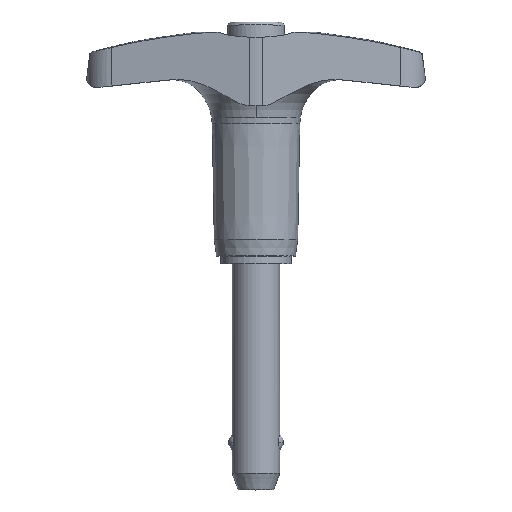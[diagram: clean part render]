
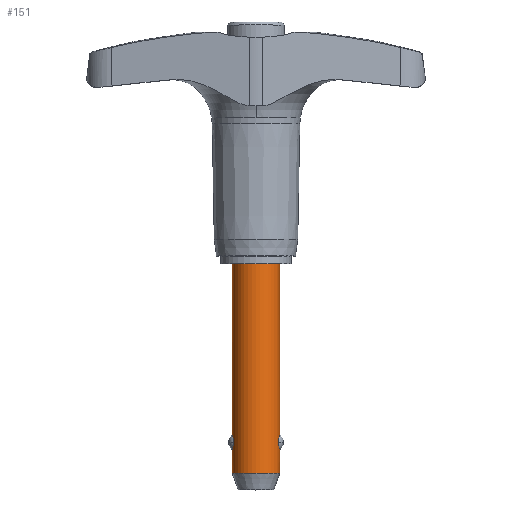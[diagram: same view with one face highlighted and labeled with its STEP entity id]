
A CAD part, top view. The second image highlights one B-rep face of the part: STEP entity #151.
In plain terms, the highlighted cylindrical face has radius 3.175 mm (diameter 6.35 mm), a partial arc.
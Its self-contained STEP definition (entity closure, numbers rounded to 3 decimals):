
#151=ADVANCED_FACE('',(#349),#350,.T.);
#349=FACE_OUTER_BOUND('',#588,.T.);
#350=CYLINDRICAL_SURFACE('',#589,3.175);
#588=EDGE_LOOP('',(#997,#998,#999,#1000,#1001,#1002,#1003,#1004,#1005,#1006));
#589=AXIS2_PLACEMENT_3D('',#1007,#1008,#1009);
#997=ORIENTED_EDGE('',*,*,#1603,.T.);
#998=ORIENTED_EDGE('',*,*,#1604,.T.);
#999=ORIENTED_EDGE('',*,*,#1601,.T.);
#1000=ORIENTED_EDGE('',*,*,#1605,.T.);
#1001=ORIENTED_EDGE('',*,*,#1606,.F.);
#1002=ORIENTED_EDGE('',*,*,#1607,.T.);
#1003=ORIENTED_EDGE('',*,*,#1608,.T.);
#1004=ORIENTED_EDGE('',*,*,#1570,.T.);
#1005=ORIENTED_EDGE('',*,*,#1609,.T.);
#1006=ORIENTED_EDGE('',*,*,#1610,.T.);
#1007=CARTESIAN_POINT('',(0.0,-15.113,0.0));
#1008=DIRECTION('',(-0.0,1.0,0.0));
#1009=DIRECTION('',(1.0,0.0,0.0));
#1570=EDGE_CURVE('',#1936,#1939,#1941,.T.);
#1601=EDGE_CURVE('',#1978,#1980,#1982,.T.);
#1603=EDGE_CURVE('',#1984,#1985,#1986,.T.);
#1604=EDGE_CURVE('',#1985,#1978,#1987,.T.);
#1605=EDGE_CURVE('',#1980,#1988,#1989,.T.);
#1606=EDGE_CURVE('',#1990,#1988,#1991,.T.);
#1607=EDGE_CURVE('',#1990,#1992,#1993,.T.);
#1608=EDGE_CURVE('',#1992,#1936,#1994,.T.);
#1609=EDGE_CURVE('',#1939,#1995,#1996,.T.);
#1610=EDGE_CURVE('',#1995,#1984,#1997,.T.);
#1936=VERTEX_POINT('',#2960);
#1939=VERTEX_POINT('',#2963);
#1941=B_SPLINE_CURVE_WITH_KNOTS('',3,(#2978,#2979,#2980,#2981,#2982,#2983,#2984,#2985,#2986,#2987,#2988,#2989,#2990,#2991),.UNSPECIFIED.,.F.,.F.,(4,2,2,2,2,2,4),(0.0,0.342,0.684,0.852,1.02,1.311,1.601),.UNSPECIFIED.);
#1978=VERTEX_POINT('',#3199);
#1980=VERTEX_POINT('',#3201);
#1982=B_SPLINE_CURVE_WITH_KNOTS('',3,(#3216,#3217,#3218,#3219,#3220,#3221,#3222,#3223,#3224,#3225,#3226,#3227,#3228,#3229),.UNSPECIFIED.,.F.,.F.,(4,2,2,2,2,2,4),(3.203,3.545,3.887,4.055,4.223,4.514,4.804),.UNSPECIFIED.);
#1984=VERTEX_POINT('',#3231);
#1985=VERTEX_POINT('',#3232);
#1986=LINE('',#3233,#3234);
#1987=B_SPLINE_CURVE_WITH_KNOTS('',3,(#3235,#3236,#3237,#3238,#3239,#3240,#3241,#3242,#3243,#3244,#3245,#3246,#3247,#3248),.UNSPECIFIED.,.F.,.F.,(4,2,2,2,2,2,4),(1.601,1.892,2.183,2.351,2.519,2.861,3.203),.UNSPECIFIED.);
#1988=VERTEX_POINT('',#3249);
#1989=LINE('',#3250,#3251);
#1990=VERTEX_POINT('',#3252);
#1991=CIRCLE('',#3253,3.175);
#1992=VERTEX_POINT('',#3254);
#1993=LINE('',#3255,#3256);
#1994=B_SPLINE_CURVE_WITH_KNOTS('',3,(#3257,#3258,#3259,#3260,#3261,#3262,#3263,#3264,#3265,#3266,#3267,#3268,#3269,#3270),.UNSPECIFIED.,.F.,.F.,(4,2,2,2,2,2,4),(4.804,5.095,5.386,5.554,5.722,6.064,6.406),.UNSPECIFIED.);
#1995=VERTEX_POINT('',#3271);
#1996=LINE('',#3272,#3273);
#1997=CIRCLE('',#3274,3.175);
#2960=CARTESIAN_POINT('',(-2.97,-23.856,1.123));
#2963=CARTESIAN_POINT('',(-3.175,-24.853,0.));
#2978=CARTESIAN_POINT('',(-2.97,-23.856,1.123));
#2979=CARTESIAN_POINT('',(-2.97,-23.97,1.123));
#2980=CARTESIAN_POINT('',(-2.979,-24.091,1.1));
#2981=CARTESIAN_POINT('',(-3.011,-24.314,1.01));
#2982=CARTESIAN_POINT('',(-3.033,-24.416,0.942));
#2983=CARTESIAN_POINT('',(-3.065,-24.538,0.828));
#2984=CARTESIAN_POINT('',(-3.077,-24.578,0.783));
#2985=CARTESIAN_POINT('',(-3.1,-24.651,0.687));
#2986=CARTESIAN_POINT('',(-3.111,-24.683,0.636));
#2987=CARTESIAN_POINT('',(-3.136,-24.755,0.503));
#2988=CARTESIAN_POINT('',(-3.151,-24.792,0.405));
#2989=CARTESIAN_POINT('',(-3.17,-24.842,0.202));
#2990=CARTESIAN_POINT('',(-3.175,-24.853,0.097));
#2991=CARTESIAN_POINT('',(-3.175,-24.853,0.));
#3199=CARTESIAN_POINT('',(2.97,-23.856,1.123));
#3201=CARTESIAN_POINT('',(3.175,-22.86,0.));
#3216=CARTESIAN_POINT('',(2.97,-23.856,1.123));
#3217=CARTESIAN_POINT('',(2.97,-23.742,1.123));
#3218=CARTESIAN_POINT('',(2.979,-23.621,1.1));
#3219=CARTESIAN_POINT('',(3.011,-23.399,1.01));
#3220=CARTESIAN_POINT('',(3.033,-23.297,0.942));
#3221=CARTESIAN_POINT('',(3.065,-23.175,0.828));
#3222=CARTESIAN_POINT('',(3.077,-23.135,0.783));
#3223=CARTESIAN_POINT('',(3.1,-23.062,0.687));
#3224=CARTESIAN_POINT('',(3.111,-23.029,0.636));
#3225=CARTESIAN_POINT('',(3.136,-22.958,0.503));
#3226=CARTESIAN_POINT('',(3.151,-22.921,0.405));
#3227=CARTESIAN_POINT('',(3.17,-22.871,0.202));
#3228=CARTESIAN_POINT('',(3.175,-22.86,0.097));
#3229=CARTESIAN_POINT('',(3.175,-22.86,0.));
#3231=CARTESIAN_POINT('',(3.175,-28.016,0.0));
#3232=CARTESIAN_POINT('',(3.175,-24.853,0.));
#3233=CARTESIAN_POINT('',(3.175,-15.113,0.));
#3234=VECTOR('',#3996,1.0);
#3235=CARTESIAN_POINT('',(3.175,-24.853,0.));
#3236=CARTESIAN_POINT('',(3.175,-24.853,0.097));
#3237=CARTESIAN_POINT('',(3.17,-24.842,0.202));
#3238=CARTESIAN_POINT('',(3.151,-24.792,0.405));
#3239=CARTESIAN_POINT('',(3.136,-24.755,0.503));
#3240=CARTESIAN_POINT('',(3.111,-24.683,0.636));
#3241=CARTESIAN_POINT('',(3.1,-24.651,0.687));
#3242=CARTESIAN_POINT('',(3.077,-24.578,0.783));
#3243=CARTESIAN_POINT('',(3.065,-24.538,0.828));
#3244=CARTESIAN_POINT('',(3.033,-24.416,0.942));
#3245=CARTESIAN_POINT('',(3.011,-24.314,1.01));
#3246=CARTESIAN_POINT('',(2.979,-24.091,1.1));
#3247=CARTESIAN_POINT('',(2.97,-23.97,1.123));
#3248=CARTESIAN_POINT('',(2.97,-23.856,1.123));
#3249=CARTESIAN_POINT('',(3.175,0.0,0.0));
#3250=CARTESIAN_POINT('',(3.175,-15.113,0.));
#3251=VECTOR('',#3997,1.0);
#3252=CARTESIAN_POINT('',(-3.175,0.0,0.));
#3253=AXIS2_PLACEMENT_3D('',#3998,#3999,#4000);
#3254=CARTESIAN_POINT('',(-3.175,-22.86,0.));
#3255=CARTESIAN_POINT('',(-3.175,-15.113,0.));
#3256=VECTOR('',#4001,1.0);
#3257=CARTESIAN_POINT('',(-3.175,-22.86,0.));
#3258=CARTESIAN_POINT('',(-3.175,-22.86,0.097));
#3259=CARTESIAN_POINT('',(-3.17,-22.871,0.202));
#3260=CARTESIAN_POINT('',(-3.151,-22.921,0.405));
#3261=CARTESIAN_POINT('',(-3.136,-22.958,0.503));
#3262=CARTESIAN_POINT('',(-3.111,-23.029,0.636));
#3263=CARTESIAN_POINT('',(-3.1,-23.062,0.687));
#3264=CARTESIAN_POINT('',(-3.077,-23.135,0.783));
#3265=CARTESIAN_POINT('',(-3.065,-23.175,0.828));
#3266=CARTESIAN_POINT('',(-3.033,-23.297,0.942));
#3267=CARTESIAN_POINT('',(-3.011,-23.399,1.01));
#3268=CARTESIAN_POINT('',(-2.979,-23.621,1.1));
#3269=CARTESIAN_POINT('',(-2.97,-23.742,1.123));
#3270=CARTESIAN_POINT('',(-2.97,-23.856,1.123));
#3271=CARTESIAN_POINT('',(-3.175,-28.016,0.));
#3272=CARTESIAN_POINT('',(-3.175,-15.113,0.));
#3273=VECTOR('',#4002,1.0);
#3274=AXIS2_PLACEMENT_3D('',#4003,#4004,#4005);
#3996=DIRECTION('',(0.0,1.0,0.0));
#3997=DIRECTION('',(0.0,1.0,0.0));
#3998=CARTESIAN_POINT('',(0.0,0.0,0.0));
#3999=DIRECTION('',(-0.0,1.0,0.0));
#4000=DIRECTION('',(1.0,0.0,0.0));
#4001=DIRECTION('',(-0.0,-1.0,-0.0));
#4002=DIRECTION('',(-0.0,-1.0,-0.0));
#4003=CARTESIAN_POINT('',(0.0,-28.016,0.0));
#4004=DIRECTION('',(0.,1.0,0.0));
#4005=DIRECTION('',(1.0,0.,0.0));
